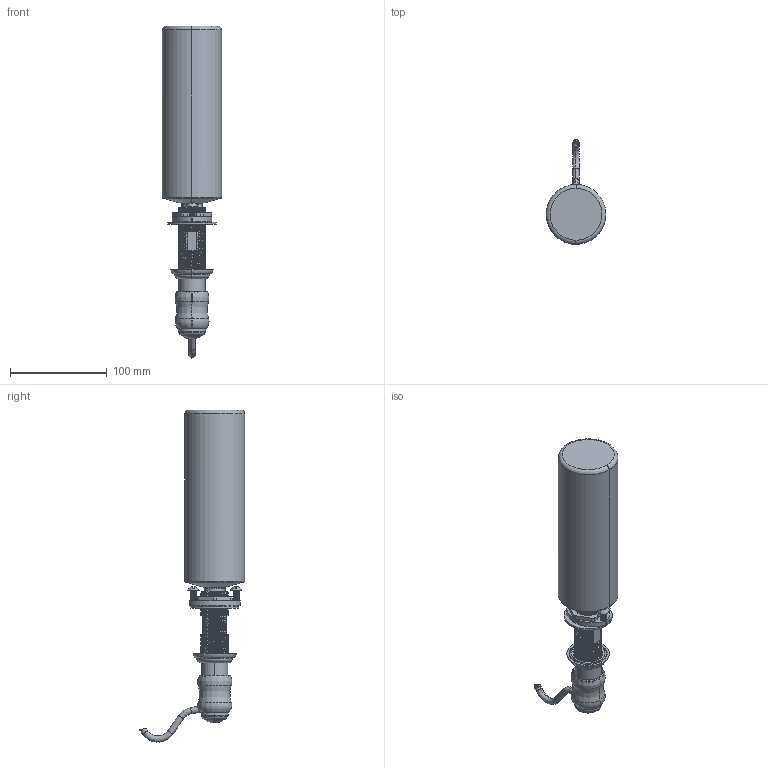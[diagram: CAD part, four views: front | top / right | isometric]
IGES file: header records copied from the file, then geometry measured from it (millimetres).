
Start section:  PTC IGES file: 124_asm.igs
Global section: file name: 124_asm.igs; native system: Creo Parametric by PTC Inc.; preprocessor: 2023134; author: NSantos; organization: Unknown; date: 20241209.104822; units: inch
Bounding box: 61.75 x 108.83 x 343.87 mm (x, y, z)
Surface area: 101473.3 mm2 (no closed solid volume)
Topology: 0 solids, 0 shells, 1003 faces, 5420 edges, 5390 vertices
Faces by surface type: revolution 630, bspline 357, extrusion 16
